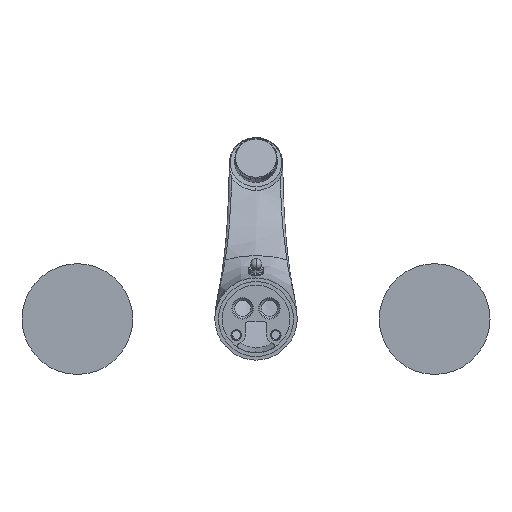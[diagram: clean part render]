
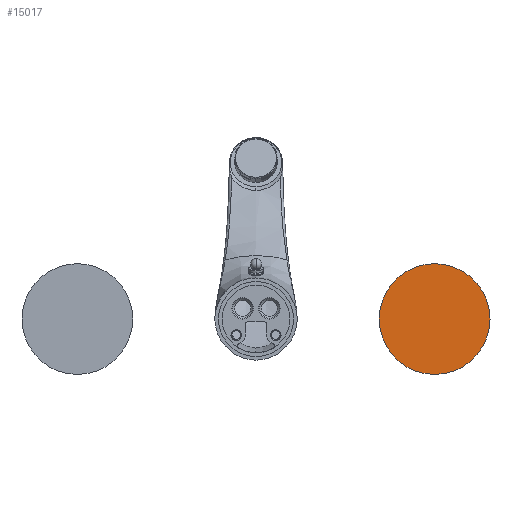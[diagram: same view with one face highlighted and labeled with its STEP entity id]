
A CAD part, front view. The second image highlights one B-rep face of the part: STEP entity #15017.
In plain terms, the highlighted planar face has unit normal (0, -1, 0).
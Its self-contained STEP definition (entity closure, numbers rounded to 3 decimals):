
#11012=CARTESIAN_POINT('',(100.,0.,0.));
#11013=DIRECTION('',(0.,-1.,0.));
#11014=DIRECTION('',(1.,0.,0.));
#11015=AXIS2_PLACEMENT_3D('',#11012,#11013,#11014);
#11026=CARTESIAN_POINT('',(100.,0.,0.));
#11027=DIRECTION('',(0.,1.,0.));
#11028=DIRECTION('',(1.,0.,0.));
#11029=AXIS2_PLACEMENT_3D('',#11026,#11027,#11028);
#11793=CARTESIAN_POINT('',(131.,0.,0.));
#11794=CARTESIAN_POINT('',(69.,0.,0.));
#11795=VERTEX_POINT('',#11793);
#11796=VERTEX_POINT('',#11794);
#15008=CARTESIAN_POINT('',(100.,0.,0.));
#15009=DIRECTION('',(0.,-1.,0.));
#15010=DIRECTION('',(-1.,0.,0.));
#15011=AXIS2_PLACEMENT_3D('',#15008,#15009,#15010);
#15012=PLANE('',#15011);
#15013=ORIENTED_EDGE('',*,*,#14995,.T.);
#15014=ORIENTED_EDGE('',*,*,#14974,.F.);
#15015=EDGE_LOOP('',(#15013,#15014));
#15016=FACE_OUTER_BOUND('',#15015,.F.);
#15017=ADVANCED_FACE('',(#15016),#15012,.T.);
#11016=CIRCLE('',#11015,31.);
#11030=CIRCLE('',#11029,31.);
#14974=EDGE_CURVE('',#11795,#11796,#11016,.T.);
#14995=EDGE_CURVE('',#11795,#11796,#11030,.T.);
